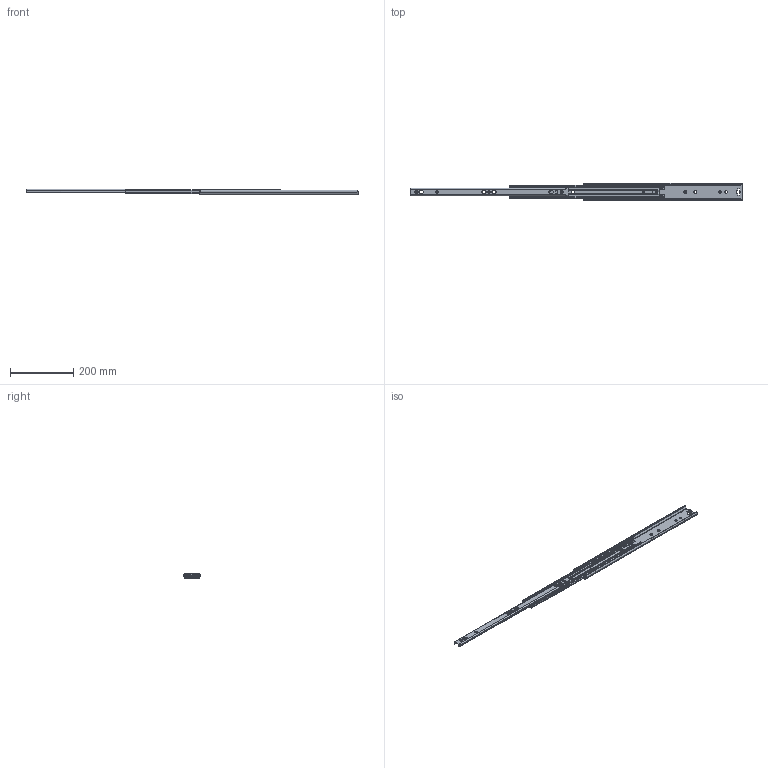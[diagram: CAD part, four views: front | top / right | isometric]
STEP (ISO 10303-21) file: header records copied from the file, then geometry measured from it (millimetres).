
FILE_DESCRIPTION(/* description */ ('ULFHD-D- 500/550 mm (17.5) Zinc-Magnesium'),/* implementation_level */ '2;1');
FILE_NAME(/* name */ 'M12-AA4_00_open.stp',/* time_stamp */ '2025-09-08T10:55:31+02:00',/* author */ ('l.hoffmann'),/* organization */ (''),/* preprocessor_version */ 'ST-DEVELOPER v20',/* originating_system */ 'Autodesk Inventor 2022',/* authorisation */ '');
FILE_SCHEMA (('AUTOMOTIVE_DESIGN { 1 0 10303 214 3 1 1 }'));
Length unit declared in the file: millimetre
Products named in the file (14): M12-M09; 511-M12-M09-HMA; 511-M12-M09-HMA_1; E000173466; E000173463; E000173462; 512-M12-M09-UM2; 512-M12-M09-UM2_1; E000173475; E000173453; E000173473; E000173472; 514-M12-M09-MB3; 514-M12-M09-MB3_1
Assembly tree (37 placements, depth 3):
  M12-M09
    511-M12-M09-HMA
      511-M12-M09-HMA_1
    E000173466
      E000173453
      E000173463
      E000173462  x15
    512-M12-M09-UM2
      512-M12-M09-UM2_1
    E000173475
      E000173453
      E000173473
      E000173472  x10
    514-M12-M09-MB3
      514-M12-M09-MB3_1
Bounding box: 1050 x 55.8 x 17.25 mm (x, y, z)
Volume: 177614.6 mm3; surface area: 239447.1 mm2
Topology: 55 solids, 55 shells, 1546 faces, 4603 edges, 3058 vertices
Faces by surface type: plane 750, cylinder 694, sphere 50, cone 42, bspline 10
Full cylindrical faces by diameter (mm): 5.56 x20, 6.35 x30, 8 x4, 11 x1
Entity records: 53331 total; most frequent: CARTESIAN_POINT 10831, ORIENTED_EDGE 8914, DIRECTION 8911, EDGE_CURVE 4457, AXIS2_PLACEMENT_3D 3104, VERTEX_POINT 2966, LINE 2703, VECTOR 2703
